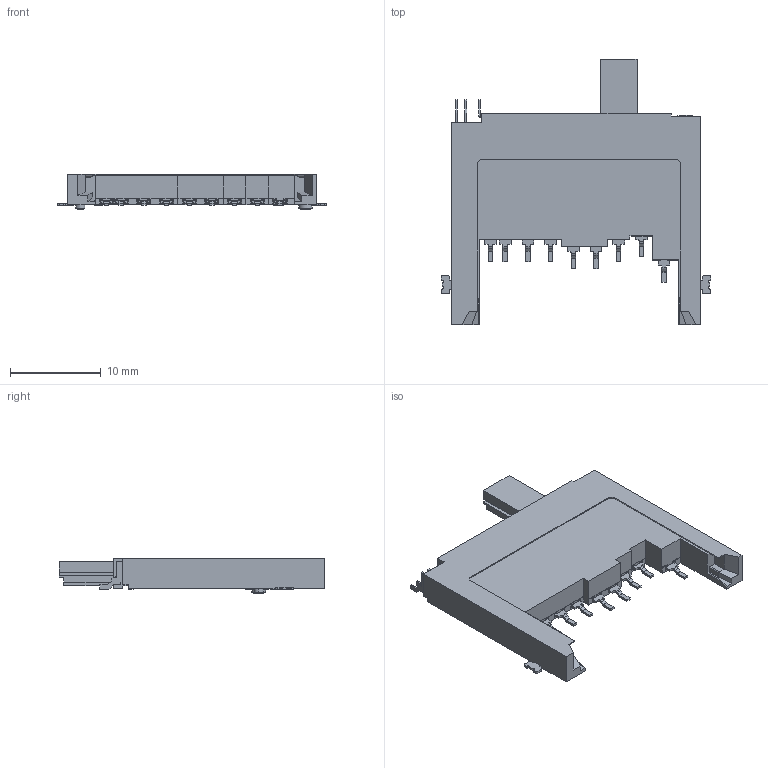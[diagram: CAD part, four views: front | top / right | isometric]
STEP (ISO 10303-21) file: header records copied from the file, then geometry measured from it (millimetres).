
FILE_DESCRIPTION (( 'STEP AP203' ), '1' );
FILE_NAME ('FPS009-3001-BL BB‰».STEP', '2020-11-12T02:57:52', ( '' ), ( '' ), 'SwSTEP 2.0', 'SolidWorks 2018', '' );
FILE_SCHEMA (( 'CONFIG_CONTROL_DESIGN' ));
Length unit declared in the file: millimetre
Products named in the file (1): FPS009-3001-BL BB化
Bounding box: 29.7 x 29.3 x 3.95 mm (x, y, z)
Volume: 1466.4 mm3; surface area: 1497.9 mm2
Topology: 1 solids, 1 shells, 553 faces, 1566 edges, 1033 vertices
Faces by surface type: plane 458, cylinder 91, cone 4
Entity records: 17767 total; most frequent: CARTESIAN_POINT 3201, ORIENTED_EDGE 3132, DIRECTION 2841, EDGE_CURVE 1566, LINE 1377, VECTOR 1377, VERTEX_POINT 1033, AXIS2_PLACEMENT_3D 732
